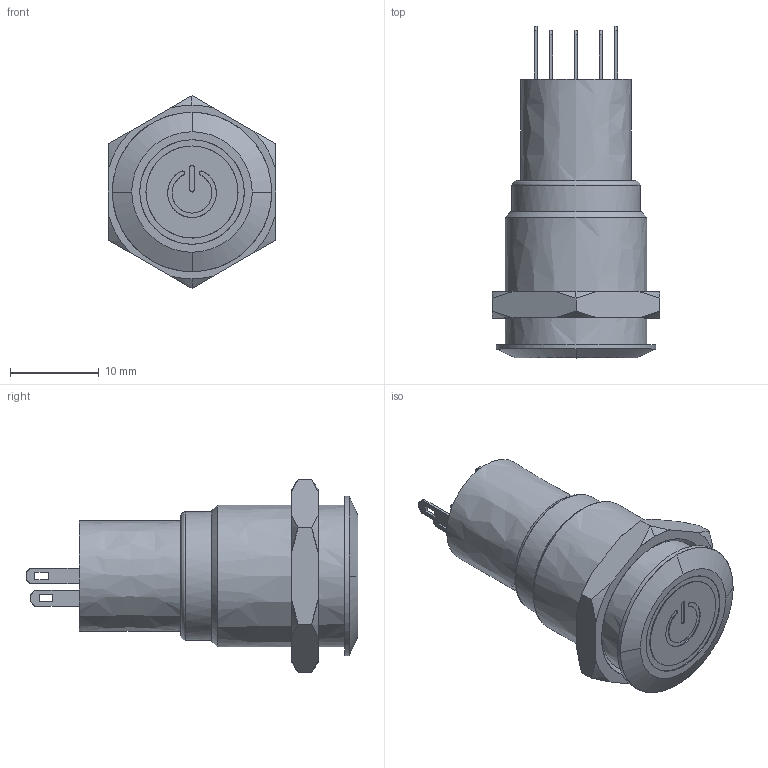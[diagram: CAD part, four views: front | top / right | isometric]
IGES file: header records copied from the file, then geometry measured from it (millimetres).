
Global section: file name: 81H1001000-1001003.igs; native system: Rhinoceros ( May  7 2021 ); preprocessor: Trout Lake IGES 012 May  7 2021; date: 210528.101805; units: millimetre
Bounding box: 18.88 x 37.5 x 21.8 mm (x, y, z)
Surface area: 2531.9 mm2 (no closed solid volume)
Topology: 0 solids, 0 shells, 115 faces, 914 edges, 896 vertices
Faces by surface type: bspline 115
